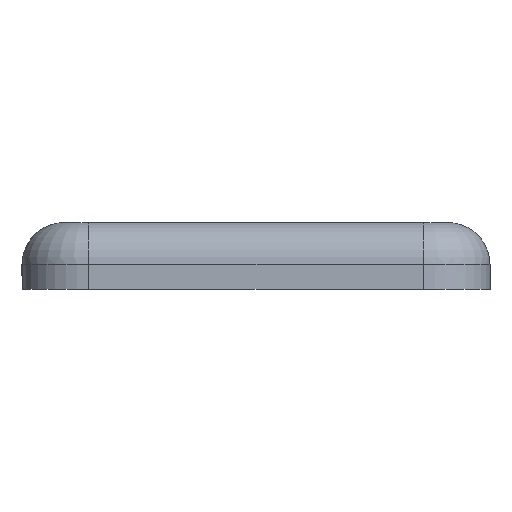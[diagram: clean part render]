
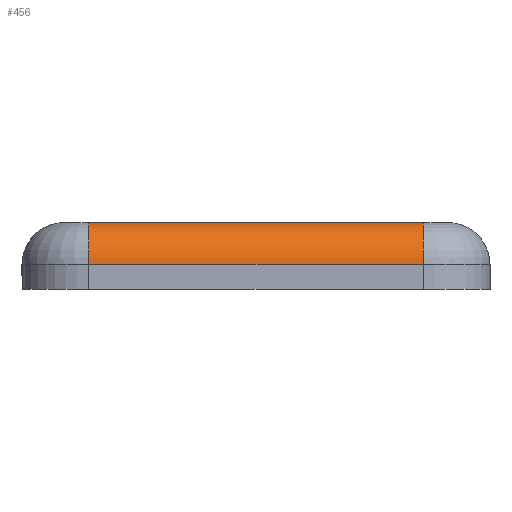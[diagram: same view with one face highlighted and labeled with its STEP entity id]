
A CAD part, front view. The second image highlights one B-rep face of the part: STEP entity #456.
In plain terms, the highlighted cylindrical face has radius 2.5 mm (diameter 5 mm), a partial arc.
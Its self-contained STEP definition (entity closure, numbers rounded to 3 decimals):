
#11 = EDGE_CURVE ( 'NONE', #559, #477, #396, .T. ) ;
#54 = AXIS2_PLACEMENT_3D ( 'NONE', #331, #382, #571 ) ;
#62 = AXIS2_PLACEMENT_3D ( 'NONE', #590, #633, #198 ) ;
#66 = ORIENTED_EDGE ( 'NONE', *, *, #121, .T. ) ;
#80 = VECTOR ( 'NONE', #187, 1000. ) ;
#85 = CARTESIAN_POINT ( 'NONE',  ( 0., -80., 1.5 ) ) ;
#96 = VERTEX_POINT ( 'NONE', #618 ) ;
#114 = CIRCLE ( 'NONE', #54, 2.5 ) ;
#121 = EDGE_CURVE ( 'NONE', #229, #96, #114, .T. ) ;
#169 = EDGE_CURVE ( 'NONE', #559, #96, #341, .T. ) ;
#187 = DIRECTION ( 'NONE',  ( -1., 0., 0. ) ) ;
#198 = DIRECTION ( 'NONE',  ( 0., 0., 1. ) ) ;
#214 = DIRECTION ( 'NONE',  ( -1., 0., 0. ) ) ;
#229 = VERTEX_POINT ( 'NONE', #631 ) ;
#237 = EDGE_CURVE ( 'NONE', #477, #229, #582, .T. ) ;
#311 = CARTESIAN_POINT ( 'NONE',  ( 10., -80., 1.5 ) ) ;
#327 = AXIS2_PLACEMENT_3D ( 'NONE', #511, #214, #405 ) ;
#331 = CARTESIAN_POINT ( 'NONE',  ( -10., -77.5, 1.5 ) ) ;
#341 = LINE ( 'NONE', #85, #80 ) ;
#371 = FACE_OUTER_BOUND ( 'NONE', #440, .T. ) ;
#382 = DIRECTION ( 'NONE',  ( 1., 0., 0. ) ) ;
#396 = CIRCLE ( 'NONE', #327, 2.5 ) ;
#405 = DIRECTION ( 'NONE',  ( 0., 0., 1. ) ) ;
#417 = ORIENTED_EDGE ( 'NONE', *, *, #11, .T. ) ;
#434 = CARTESIAN_POINT ( 'NONE',  ( 16., -77.5, 4. ) ) ;
#440 = EDGE_LOOP ( 'NONE', ( #66, #546, #417, #441 ) ) ;
#441 = ORIENTED_EDGE ( 'NONE', *, *, #237, .T. ) ;
#456 = ADVANCED_FACE ( 'NONE', ( #371 ), #555, .T. ) ;
#477 = VERTEX_POINT ( 'NONE', #538 ) ;
#490 = DIRECTION ( 'NONE',  ( -1., 0., 0. ) ) ;
#511 = CARTESIAN_POINT ( 'NONE',  ( 10., -77.5, 1.5 ) ) ;
#538 = CARTESIAN_POINT ( 'NONE',  ( 10., -77.5, 4. ) ) ;
#546 = ORIENTED_EDGE ( 'NONE', *, *, #169, .F. ) ;
#555 = CYLINDRICAL_SURFACE ( 'NONE', #62, 2.5 ) ;
#559 = VERTEX_POINT ( 'NONE', #311 ) ;
#571 = DIRECTION ( 'NONE',  ( 0., 0., 1. ) ) ;
#582 = LINE ( 'NONE', #434, #588 ) ;
#588 = VECTOR ( 'NONE', #490, 1000. ) ;
#590 = CARTESIAN_POINT ( 'NONE',  ( 16., -77.5, 1.5 ) ) ;
#618 = CARTESIAN_POINT ( 'NONE',  ( -10., -80., 1.5 ) ) ;
#631 = CARTESIAN_POINT ( 'NONE',  ( -10., -77.5, 4. ) ) ;
#633 = DIRECTION ( 'NONE',  ( -1., 0., 0. ) ) ;
